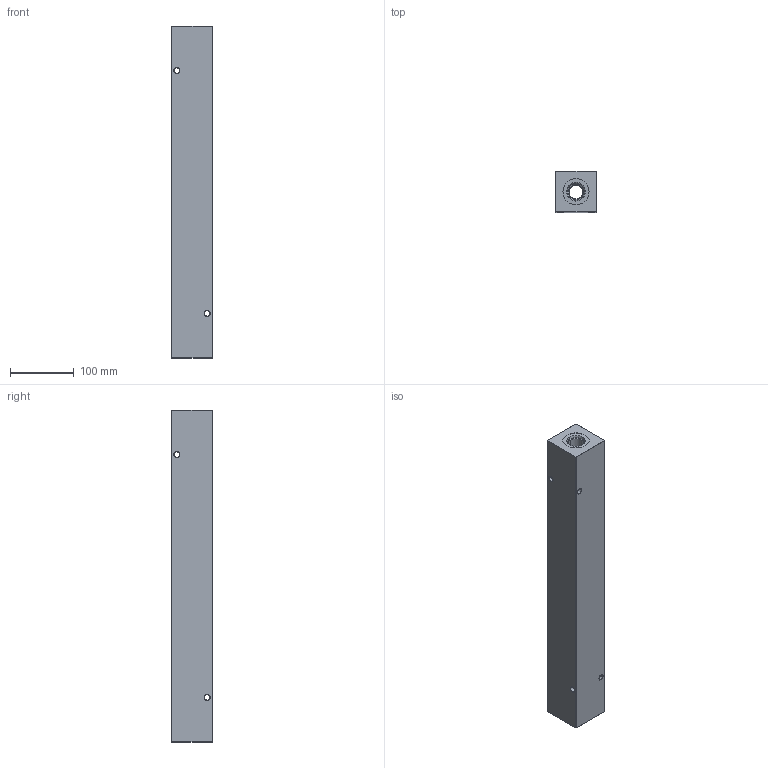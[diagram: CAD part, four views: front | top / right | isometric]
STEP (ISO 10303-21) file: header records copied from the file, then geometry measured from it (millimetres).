
FILE_DESCRIPTION (( 'STEP AP203' ), '1' );
FILE_NAME ('HM-8-90-S-12-12.STEP', '2020-11-09T23:06:30', ( '' ), ( '' ), 'SwSTEP 2.0', 'SolidWorks 2019', '' );
FILE_SCHEMA (( 'CONFIG_CONTROL_DESIGN' ));
Length unit declared in the file: inch
Products named in the file (1): HM-8-90-S-12-12
Bounding box: 63.5 x 63.5 x 520.7 mm (x, y, z)
Volume: 1687109.6 mm3; surface area: 194381.1 mm2
Topology: 1 solids, 1 shells, 735 faces, 1902 edges, 1214 vertices
Faces by surface type: plane 259, bspline 206, cone 148, cylinder 122
Entity records: 33117 total; most frequent: CARTESIAN_POINT 16642, ORIENTED_EDGE 3804, DIRECTION 2684, EDGE_CURVE 1902, VERTEX_POINT 1214, LINE 972, VECTOR 972, AXIS2_PLACEMENT_3D 856
